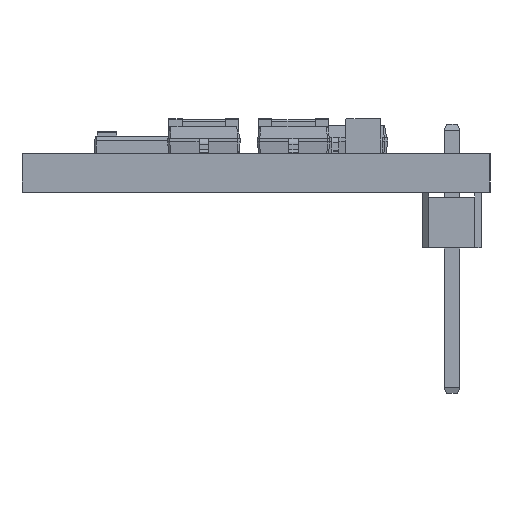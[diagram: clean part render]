
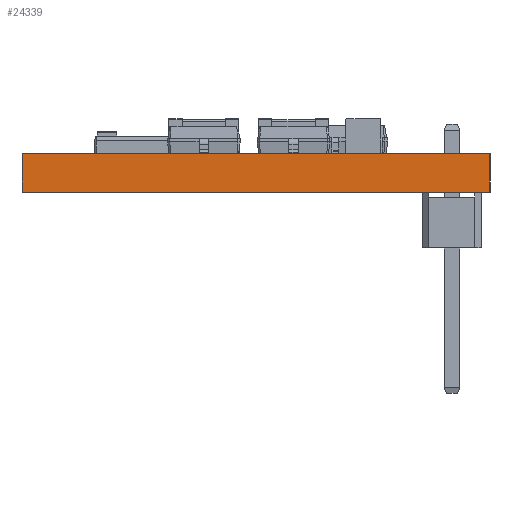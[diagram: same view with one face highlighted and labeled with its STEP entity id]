
A CAD part, left-side view. The second image highlights one B-rep face of the part: STEP entity #24339.
In plain terms, the highlighted planar face has unit normal (-1, 0, 0).
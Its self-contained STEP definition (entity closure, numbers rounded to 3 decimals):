
#530=PLANE('',#26104);
#2351=FACE_OUTER_BOUND('',#3760,.T.);
#3760=EDGE_LOOP('',(#17370,#17371,#17372,#17373));
#5154=LINE('',#34651,#7932);
#5321=LINE('',#35428,#8099);
#5322=LINE('',#35431,#8100);
#5323=LINE('',#35432,#8101);
#7932=VECTOR('',#27992,1000.);
#8099=VECTOR('',#28327,1000.);
#8100=VECTOR('',#28330,1000.);
#8101=VECTOR('',#28331,1000.);
#11296=VERTEX_POINT('',#34648);
#11297=VERTEX_POINT('',#34650);
#11574=VERTEX_POINT('',#35424);
#11576=VERTEX_POINT('',#35430);
#13524=EDGE_CURVE('',#11296,#11297,#5154,.T.);
#13820=EDGE_CURVE('',#11297,#11574,#5321,.T.);
#13821=EDGE_CURVE('',#11576,#11574,#5322,.T.);
#13822=EDGE_CURVE('',#11296,#11576,#5323,.T.);
#17370=ORIENTED_EDGE('',*,*,#13821,.T.);
#17371=ORIENTED_EDGE('',*,*,#13820,.F.);
#17372=ORIENTED_EDGE('',*,*,#13524,.F.);
#17373=ORIENTED_EDGE('',*,*,#13822,.T.);
#24339=ADVANCED_FACE('',(#2351),#530,.F.);
#26104=AXIS2_PLACEMENT_3D('',#35429,#28328,#28329);
#27992=DIRECTION('',(0.,0.,1.));
#28327=DIRECTION('',(0.,-1.,0.));
#28328=DIRECTION('center_axis',(1.,0.,0.));
#28329=DIRECTION('ref_axis',(0.,0.,-1.));
#28330=DIRECTION('',(0.,0.,1.));
#28331=DIRECTION('',(0.,-1.,0.));
#34648=CARTESIAN_POINT('',(-14.223,0.998,-8.068));
#34650=CARTESIAN_POINT('',(-14.223,0.998,11.232));
#34651=CARTESIAN_POINT('',(-14.223,0.998,-8.068));
#35424=CARTESIAN_POINT('',(-14.223,-0.602,11.232));
#35428=CARTESIAN_POINT('',(-14.223,0.998,11.232));
#35429=CARTESIAN_POINT('Origin',(-14.223,0.998,-8.068));
#35430=CARTESIAN_POINT('',(-14.223,-0.602,-8.068));
#35431=CARTESIAN_POINT('',(-14.223,-0.602,-8.068));
#35432=CARTESIAN_POINT('',(-14.223,0.998,-8.068));
